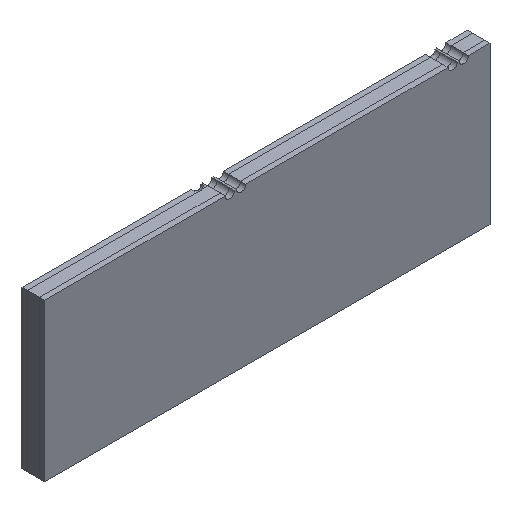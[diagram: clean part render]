
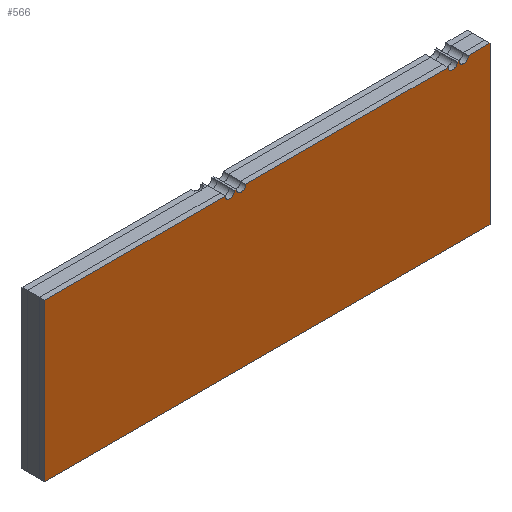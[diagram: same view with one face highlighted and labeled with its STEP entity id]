
A CAD part, isometric view. The second image highlights one B-rep face of the part: STEP entity #566.
In plain terms, the highlighted planar face has unit normal (0, -1, 0).
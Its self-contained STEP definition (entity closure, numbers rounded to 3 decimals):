
#22 = DIRECTION ( 'NONE',  ( -1., 0., 0. ) ) ;
#41 = CARTESIAN_POINT ( 'NONE',  ( -11.75, -6.6, 0. ) ) ;
#42 = LINE ( 'NONE', #1198, #682 ) ;
#43 = VERTEX_POINT ( 'NONE', #789 ) ;
#61 = VERTEX_POINT ( 'NONE', #1117 ) ;
#129 = EDGE_CURVE ( 'NONE', #994, #1219, #508, .T. ) ;
#148 = CARTESIAN_POINT ( 'NONE',  ( 73.25, -6.6, 0. ) ) ;
#197 = DIRECTION ( 'NONE',  ( 0., 1., 0. ) ) ;
#211 = CARTESIAN_POINT ( 'NONE',  ( -10., -6.6, 0. ) ) ;
#232 = AXIS2_PLACEMENT_3D ( 'NONE', #324, #1129, #760 ) ;
#235 = CARTESIAN_POINT ( 'NONE',  ( 85., -6.6, 0. ) ) ;
#258 = CARTESIAN_POINT ( 'NONE',  ( -85., -6.6, -60. ) ) ;
#274 = VERTEX_POINT ( 'NONE', #349 ) ;
#300 = DIRECTION ( 'NONE',  ( 0., 0., -1. ) ) ;
#307 = VERTEX_POINT ( 'NONE', #1400 ) ;
#324 = CARTESIAN_POINT ( 'NONE',  ( -14.25, -6.6, 0. ) ) ;
#336 = DIRECTION ( 'NONE',  ( 0., 0., 1. ) ) ;
#345 = DIRECTION ( 'NONE',  ( 0., 0., -1. ) ) ;
#349 = CARTESIAN_POINT ( 'NONE',  ( -12.5, -6.6, 0. ) ) ;
#356 = VECTOR ( 'NONE', #1107, 1000. ) ;
#379 = DIRECTION ( 'NONE',  ( 1., 0., 0. ) ) ;
#386 = EDGE_CURVE ( 'NONE', #910, #991, #852, .T. ) ;
#396 = CARTESIAN_POINT ( 'NONE',  ( 0., -6.6, 0. ) ) ;
#397 = VERTEX_POINT ( 'NONE', #846 ) ;
#418 = DIRECTION ( 'NONE',  ( 0., -1., 0. ) ) ;
#429 = CARTESIAN_POINT ( 'NONE',  ( 75., -6.6, 0. ) ) ;
#441 = CARTESIAN_POINT ( 'NONE',  ( 70.75, -6.6, 0. ) ) ;
#448 = DIRECTION ( 'NONE',  ( 0., 0., 1. ) ) ;
#455 = VECTOR ( 'NONE', #1142, 1000. ) ;
#462 = LINE ( 'NONE', #1472, #1053 ) ;
#466 = ORIENTED_EDGE ( 'NONE', *, *, #900, .T. ) ;
#498 = ORIENTED_EDGE ( 'NONE', *, *, #1087, .T. ) ;
#502 = VECTOR ( 'NONE', #1482, 1000. ) ;
#508 = CIRCLE ( 'NONE', #1101, 1.75 ) ;
#513 = EDGE_CURVE ( 'NONE', #543, #994, #42, .T. ) ;
#518 = CARTESIAN_POINT ( 'NONE',  ( 85., -6.6, 0. ) ) ;
#534 = DIRECTION ( 'NONE',  ( -1., 0., 0. ) ) ;
#536 = CARTESIAN_POINT ( 'NONE',  ( 85., -6.6, 0. ) ) ;
#543 = VERTEX_POINT ( 'NONE', #518 ) ;
#554 = CIRCLE ( 'NONE', #771, 1.75 ) ;
#561 = CARTESIAN_POINT ( 'NONE',  ( 85., -6.6, 0. ) ) ;
#566 = ADVANCED_FACE ( 'NONE', ( #1112 ), #1100, .T. ) ;
#569 = EDGE_CURVE ( 'NONE', #61, #43, #1011, .T. ) ;
#579 = LINE ( 'NONE', #1347, #954 ) ;
#616 = EDGE_CURVE ( 'NONE', #1200, #1384, #554, .T. ) ;
#617 = EDGE_CURVE ( 'NONE', #43, #910, #579, .T. ) ;
#636 = LINE ( 'NONE', #1188, #1483 ) ;
#664 = EDGE_CURVE ( 'NONE', #1219, #307, #1265, .T. ) ;
#674 = DIRECTION ( 'NONE',  ( 0., 0., 1. ) ) ;
#679 = EDGE_CURVE ( 'NONE', #991, #543, #462, .T. ) ;
#681 = EDGE_CURVE ( 'NONE', #307, #397, #1076, .T. ) ;
#682 = VECTOR ( 'NONE', #534, 1000. ) ;
#688 = DIRECTION ( 'NONE',  ( 0., 1., 0. ) ) ;
#712 = DIRECTION ( 'NONE',  ( 0., 1., 0. ) ) ;
#715 = ORIENTED_EDGE ( 'NONE', *, *, #1007, .T. ) ;
#752 = VECTOR ( 'NONE', #379, 1000. ) ;
#760 = DIRECTION ( 'NONE',  ( 0., 0., 1. ) ) ;
#771 = AXIS2_PLACEMENT_3D ( 'NONE', #211, #688, #336 ) ;
#789 = CARTESIAN_POINT ( 'NONE',  ( -85., -6.6, 0. ) ) ;
#801 = ORIENTED_EDGE ( 'NONE', *, *, #513, .T. ) ;
#841 = CARTESIAN_POINT ( 'NONE',  ( 85., -6.6, -60. ) ) ;
#846 = CARTESIAN_POINT ( 'NONE',  ( 69., -6.6, 0. ) ) ;
#852 = LINE ( 'NONE', #258, #752 ) ;
#862 = EDGE_LOOP ( 'NONE', ( #1106, #1345, #1195, #466, #1210, #715, #498, #1375, #1295, #891, #1320, #801 ) ) ;
#891 = ORIENTED_EDGE ( 'NONE', *, *, #386, .T. ) ;
#900 = EDGE_CURVE ( 'NONE', #397, #1200, #1330, .T. ) ;
#910 = VERTEX_POINT ( 'NONE', #1116 ) ;
#954 = VECTOR ( 'NONE', #345, 1000. ) ;
#991 = VERTEX_POINT ( 'NONE', #841 ) ;
#994 = VERTEX_POINT ( 'NONE', #1296 ) ;
#1007 = EDGE_CURVE ( 'NONE', #1384, #274, #636, .T. ) ;
#1011 = LINE ( 'NONE', #561, #455 ) ;
#1053 = VECTOR ( 'NONE', #448, 1000. ) ;
#1054 = CIRCLE ( 'NONE', #232, 1.75 ) ;
#1063 = CARTESIAN_POINT ( 'NONE',  ( -8.25, -6.6, 0. ) ) ;
#1076 = CIRCLE ( 'NONE', #1237, 1.75 ) ;
#1087 = EDGE_CURVE ( 'NONE', #274, #61, #1054, .T. ) ;
#1100 = PLANE ( 'NONE',  #1174 ) ;
#1101 = AXIS2_PLACEMENT_3D ( 'NONE', #429, #197, #674 ) ;
#1106 = ORIENTED_EDGE ( 'NONE', *, *, #129, .T. ) ;
#1107 = DIRECTION ( 'NONE',  ( -1., 0., 0. ) ) ;
#1112 = FACE_OUTER_BOUND ( 'NONE', #862, .T. ) ;
#1116 = CARTESIAN_POINT ( 'NONE',  ( -85., -6.6, -60. ) ) ;
#1117 = CARTESIAN_POINT ( 'NONE',  ( -16., -6.6, 0. ) ) ;
#1129 = DIRECTION ( 'NONE',  ( 0., 1., 0. ) ) ;
#1142 = DIRECTION ( 'NONE',  ( -1., 0., 0. ) ) ;
#1146 = DIRECTION ( 'NONE',  ( 0., 0., 1. ) ) ;
#1174 = AXIS2_PLACEMENT_3D ( 'NONE', #396, #418, #300 ) ;
#1188 = CARTESIAN_POINT ( 'NONE',  ( 85., -6.6, 0. ) ) ;
#1195 = ORIENTED_EDGE ( 'NONE', *, *, #681, .T. ) ;
#1198 = CARTESIAN_POINT ( 'NONE',  ( 85., -6.6, 0. ) ) ;
#1200 = VERTEX_POINT ( 'NONE', #1063 ) ;
#1210 = ORIENTED_EDGE ( 'NONE', *, *, #616, .T. ) ;
#1219 = VERTEX_POINT ( 'NONE', #148 ) ;
#1237 = AXIS2_PLACEMENT_3D ( 'NONE', #441, #712, #1146 ) ;
#1265 = LINE ( 'NONE', #235, #502 ) ;
#1295 = ORIENTED_EDGE ( 'NONE', *, *, #617, .T. ) ;
#1296 = CARTESIAN_POINT ( 'NONE',  ( 76.75, -6.6, 0. ) ) ;
#1320 = ORIENTED_EDGE ( 'NONE', *, *, #679, .T. ) ;
#1330 = LINE ( 'NONE', #536, #356 ) ;
#1345 = ORIENTED_EDGE ( 'NONE', *, *, #664, .T. ) ;
#1347 = CARTESIAN_POINT ( 'NONE',  ( -85., -6.6, 0. ) ) ;
#1375 = ORIENTED_EDGE ( 'NONE', *, *, #569, .T. ) ;
#1384 = VERTEX_POINT ( 'NONE', #41 ) ;
#1400 = CARTESIAN_POINT ( 'NONE',  ( 72.5, -6.6, 0. ) ) ;
#1472 = CARTESIAN_POINT ( 'NONE',  ( 85., -6.6, -60. ) ) ;
#1482 = DIRECTION ( 'NONE',  ( -1., 0., 0. ) ) ;
#1483 = VECTOR ( 'NONE', #22, 1000. ) ;
